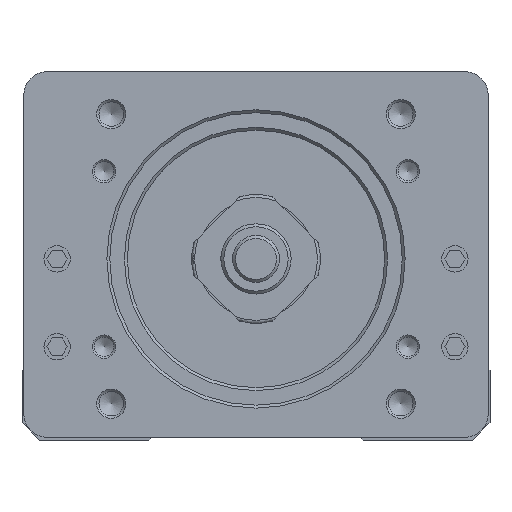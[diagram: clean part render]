
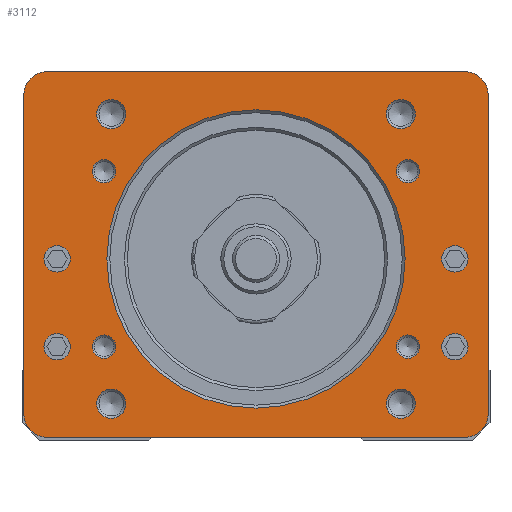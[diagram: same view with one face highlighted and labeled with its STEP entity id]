
A CAD part, front view. The second image highlights one B-rep face of the part: STEP entity #3112.
In plain terms, the highlighted planar face has unit normal (0, -1, 0).
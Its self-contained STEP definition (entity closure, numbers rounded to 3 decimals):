
#3112=ADVANCED_FACE('',(#4861,#4862,#4863,#4864,#4865,#4866,#4867,#4868,
#4869,#4870,#4871,#4872,#4873,#4874),#4170,.T.);
#4170=PLANE('',#26524);
#4861=FACE_BOUND('',#6574,.T.);
#4862=FACE_BOUND('',#6575,.T.);
#4863=FACE_BOUND('',#6576,.T.);
#4864=FACE_BOUND('',#6577,.T.);
#4865=FACE_BOUND('',#6578,.T.);
#4866=FACE_BOUND('',#6579,.T.);
#4867=FACE_BOUND('',#6580,.T.);
#4868=FACE_BOUND('',#6581,.T.);
#4869=FACE_BOUND('',#6582,.T.);
#4870=FACE_BOUND('',#6583,.T.);
#4871=FACE_BOUND('',#6584,.T.);
#4872=FACE_BOUND('',#6585,.T.);
#4873=FACE_BOUND('',#6586,.T.);
#4874=FACE_BOUND('',#6587,.T.);
#6574=EDGE_LOOP('',(#13281));
#6575=EDGE_LOOP('',(#13282));
#6576=EDGE_LOOP('',(#13283));
#6577=EDGE_LOOP('',(#13284));
#6578=EDGE_LOOP('',(#13285));
#6579=EDGE_LOOP('',(#13286));
#6580=EDGE_LOOP('',(#13287));
#6581=EDGE_LOOP('',(#13288));
#6582=EDGE_LOOP('',(#13289));
#6583=EDGE_LOOP('',(#13290));
#6584=EDGE_LOOP('',(#13291));
#6585=EDGE_LOOP('',(#13292));
#6586=EDGE_LOOP('',(#13293));
#6587=EDGE_LOOP('',(#13294,#13295,#13296,#13297,#13298,#13299,#13300,#13301));
#7470=CIRCLE('',#26387,4.);
#7471=CIRCLE('',#26389,4.);
#7472=CIRCLE('',#26391,2.);
#7473=CIRCLE('',#26393,2.);
#7474=CIRCLE('',#26395,2.);
#7475=CIRCLE('',#26397,2.);
#7476=CIRCLE('',#26399,2.5);
#7477=CIRCLE('',#26401,2.5);
#7478=CIRCLE('',#26403,2.5);
#7479=CIRCLE('',#26405,2.5);
#7480=CIRCLE('',#26407,25.5);
#7485=CIRCLE('',#26416,2.25);
#7487=CIRCLE('',#26419,2.25);
#7489=CIRCLE('',#26422,2.25);
#7491=CIRCLE('',#26425,2.25);
#7535=CIRCLE('',#26520,4.);
#7537=CIRCLE('',#26523,4.);
#13281=ORIENTED_EDGE('',*,*,#19434,.T.);
#13282=ORIENTED_EDGE('',*,*,#19433,.T.);
#13283=ORIENTED_EDGE('',*,*,#19432,.T.);
#13284=ORIENTED_EDGE('',*,*,#19431,.T.);
#13285=ORIENTED_EDGE('',*,*,#19430,.T.);
#13286=ORIENTED_EDGE('',*,*,#19429,.T.);
#13287=ORIENTED_EDGE('',*,*,#19428,.T.);
#13288=ORIENTED_EDGE('',*,*,#19427,.T.);
#13289=ORIENTED_EDGE('',*,*,#19426,.T.);
#13290=ORIENTED_EDGE('',*,*,#19446,.T.);
#13291=ORIENTED_EDGE('',*,*,#19444,.T.);
#13292=ORIENTED_EDGE('',*,*,#19442,.T.);
#13293=ORIENTED_EDGE('',*,*,#19440,.T.);
#13294=ORIENTED_EDGE('',*,*,#19554,.T.);
#13295=ORIENTED_EDGE('',*,*,#18451,.T.);
#13296=ORIENTED_EDGE('',*,*,#19556,.T.);
#13297=ORIENTED_EDGE('',*,*,#19547,.T.);
#13298=ORIENTED_EDGE('',*,*,#19424,.T.);
#13299=ORIENTED_EDGE('',*,*,#19488,.T.);
#13300=ORIENTED_EDGE('',*,*,#19421,.T.);
#13301=ORIENTED_EDGE('',*,*,#19540,.T.);
#15564=VERTEX_POINT('',#37925);
#15565=VERTEX_POINT('',#37927);
#16269=VERTEX_POINT('',#40984);
#16270=VERTEX_POINT('',#40986);
#16271=VERTEX_POINT('',#40990);
#16272=VERTEX_POINT('',#40992);
#16273=VERTEX_POINT('',#40996);
#16274=VERTEX_POINT('',#40999);
#16275=VERTEX_POINT('',#41002);
#16276=VERTEX_POINT('',#41005);
#16277=VERTEX_POINT('',#41008);
#16278=VERTEX_POINT('',#41011);
#16279=VERTEX_POINT('',#41014);
#16280=VERTEX_POINT('',#41017);
#16281=VERTEX_POINT('',#41020);
#16286=VERTEX_POINT('',#41035);
#16288=VERTEX_POINT('',#41040);
#16290=VERTEX_POINT('',#41045);
#16292=VERTEX_POINT('',#41050);
#16353=VERTEX_POINT('',#41350);
#16356=VERTEX_POINT('',#41362);
#18451=EDGE_CURVE('',#15565,#15564,#21348,.T.);
#19421=EDGE_CURVE('',#16270,#16269,#7470,.T.);
#19424=EDGE_CURVE('',#16272,#16271,#7471,.T.);
#19426=EDGE_CURVE('',#16273,#16273,#7472,.T.);
#19427=EDGE_CURVE('',#16274,#16274,#7473,.T.);
#19428=EDGE_CURVE('',#16275,#16275,#7474,.T.);
#19429=EDGE_CURVE('',#16276,#16276,#7475,.T.);
#19430=EDGE_CURVE('',#16277,#16277,#7476,.T.);
#19431=EDGE_CURVE('',#16278,#16278,#7477,.T.);
#19432=EDGE_CURVE('',#16279,#16279,#7478,.T.);
#19433=EDGE_CURVE('',#16280,#16280,#7479,.T.);
#19434=EDGE_CURVE('',#16281,#16281,#7480,.T.);
#19440=EDGE_CURVE('',#16286,#16286,#7485,.T.);
#19442=EDGE_CURVE('',#16288,#16288,#7487,.T.);
#19444=EDGE_CURVE('',#16290,#16290,#7489,.T.);
#19446=EDGE_CURVE('',#16292,#16292,#7491,.T.);
#19488=EDGE_CURVE('',#16271,#16270,#22066,.T.);
#19540=EDGE_CURVE('',#16269,#16353,#22091,.T.);
#19547=EDGE_CURVE('',#16356,#16272,#22098,.T.);
#19554=EDGE_CURVE('',#16353,#15565,#7535,.T.);
#19556=EDGE_CURVE('',#15564,#16356,#7537,.T.);
#21348=LINE('',#37926,#23729);
#22066=LINE('',#41195,#24468);
#22091=LINE('',#41351,#24493);
#22098=LINE('',#41361,#24500);
#23729=VECTOR('',#30357,1.);
#24468=VECTOR('',#32454,1.);
#24493=VECTOR('',#32583,1.);
#24500=VECTOR('',#32592,1.);
#26387=AXIS2_PLACEMENT_3D('',#40985,#32293,#32294);
#26389=AXIS2_PLACEMENT_3D('',#40991,#32299,#32300);
#26391=AXIS2_PLACEMENT_3D('',#40995,#32304,#32305);
#26393=AXIS2_PLACEMENT_3D('',#40998,#32308,#32309);
#26395=AXIS2_PLACEMENT_3D('',#41001,#32312,#32313);
#26397=AXIS2_PLACEMENT_3D('',#41004,#32316,#32317);
#26399=AXIS2_PLACEMENT_3D('',#41007,#32320,#32321);
#26401=AXIS2_PLACEMENT_3D('',#41010,#32324,#32325);
#26403=AXIS2_PLACEMENT_3D('',#41013,#32328,#32329);
#26405=AXIS2_PLACEMENT_3D('',#41016,#32332,#32333);
#26407=AXIS2_PLACEMENT_3D('',#41019,#32336,#32337);
#26416=AXIS2_PLACEMENT_3D('',#41034,#32355,#32356);
#26419=AXIS2_PLACEMENT_3D('',#41039,#32361,#32362);
#26422=AXIS2_PLACEMENT_3D('',#41044,#32367,#32368);
#26425=AXIS2_PLACEMENT_3D('',#41049,#32373,#32374);
#26520=AXIS2_PLACEMENT_3D('',#41378,#32619,#32620);
#26523=AXIS2_PLACEMENT_3D('',#41381,#32625,#32626);
#26524=AXIS2_PLACEMENT_3D('',#41382,#32627,#32628);
#30357=DIRECTION('',(1.,0.,0.));
#32293=DIRECTION('',(0.,-1.,0.));
#32294=DIRECTION('',(1.,0.,0.));
#32299=DIRECTION('',(0.,-1.,0.));
#32300=DIRECTION('',(1.,0.,0.));
#32304=DIRECTION('',(0.,1.,0.));
#32305=DIRECTION('',(0.,0.,-1.));
#32308=DIRECTION('',(0.,1.,0.));
#32309=DIRECTION('',(0.,0.,-1.));
#32312=DIRECTION('',(0.,1.,0.));
#32313=DIRECTION('',(0.,0.,-1.));
#32316=DIRECTION('',(0.,1.,0.));
#32317=DIRECTION('',(0.,0.,-1.));
#32320=DIRECTION('',(0.,1.,0.));
#32321=DIRECTION('',(0.,0.,-1.));
#32324=DIRECTION('',(0.,1.,0.));
#32325=DIRECTION('',(0.,0.,-1.));
#32328=DIRECTION('',(0.,1.,0.));
#32329=DIRECTION('',(0.,0.,-1.));
#32332=DIRECTION('',(0.,1.,0.));
#32333=DIRECTION('',(0.,0.,-1.));
#32336=DIRECTION('',(0.,1.,0.));
#32337=DIRECTION('',(0.,0.,-1.));
#32355=DIRECTION('',(0.,1.,0.));
#32356=DIRECTION('',(0.,0.,-1.));
#32361=DIRECTION('',(0.,1.,0.));
#32362=DIRECTION('',(0.,0.,-1.));
#32367=DIRECTION('',(0.,1.,0.));
#32368=DIRECTION('',(0.,0.,-1.));
#32373=DIRECTION('',(0.,1.,0.));
#32374=DIRECTION('',(0.,0.,-1.));
#32454=DIRECTION('',(-1.,0.,0.));
#32583=DIRECTION('',(0.,0.,-1.));
#32592=DIRECTION('',(0.,0.,1.));
#32619=DIRECTION('',(0.,-1.,0.));
#32620=DIRECTION('',(1.,0.,0.));
#32625=DIRECTION('',(0.,-1.,0.));
#32626=DIRECTION('',(1.,0.,0.));
#32627=DIRECTION('',(0.,-1.,0.));
#32628=DIRECTION('',(0.,0.,1.));
#37925=CARTESIAN_POINT('',(35.7,-243.7,-18.5));
#37926=CARTESIAN_POINT('',(-35.7,-243.7,-18.5));
#37927=CARTESIAN_POINT('',(-35.7,-243.7,-18.5));
#40984=CARTESIAN_POINT('',(-39.7,-243.7,40.));
#40985=CARTESIAN_POINT('',(-35.7,-243.7,40.));
#40986=CARTESIAN_POINT('',(-35.7,-243.7,44.));
#40990=CARTESIAN_POINT('',(35.7,-243.7,44.));
#40991=CARTESIAN_POINT('',(35.7,-243.7,40.));
#40992=CARTESIAN_POINT('',(39.7,-243.7,40.));
#40995=CARTESIAN_POINT('',(-25.981,-243.7,27.));
#40996=CARTESIAN_POINT('',(-25.981,-243.7,25.));
#40998=CARTESIAN_POINT('',(-25.981,-243.7,-3.));
#40999=CARTESIAN_POINT('',(-25.981,-243.7,-5.));
#41001=CARTESIAN_POINT('',(25.981,-243.7,27.));
#41002=CARTESIAN_POINT('',(25.981,-243.7,25.));
#41004=CARTESIAN_POINT('',(25.981,-243.7,-3.));
#41005=CARTESIAN_POINT('',(25.981,-243.7,-5.));
#41007=CARTESIAN_POINT('',(24.749,-243.7,36.749));
#41008=CARTESIAN_POINT('',(24.749,-243.7,34.249));
#41010=CARTESIAN_POINT('',(24.749,-243.7,-12.749));
#41011=CARTESIAN_POINT('',(24.749,-243.7,-15.249));
#41013=CARTESIAN_POINT('',(-24.749,-243.7,-12.749));
#41014=CARTESIAN_POINT('',(-24.749,-243.7,-15.249));
#41016=CARTESIAN_POINT('',(-24.749,-243.7,36.749));
#41017=CARTESIAN_POINT('',(-24.749,-243.7,34.249));
#41019=CARTESIAN_POINT('',(0.,-243.7,12.));
#41020=CARTESIAN_POINT('',(0.,-243.7,-13.5));
#41034=CARTESIAN_POINT('',(34.,-243.7,12.));
#41035=CARTESIAN_POINT('',(34.,-243.7,9.75));
#41039=CARTESIAN_POINT('',(34.,-243.7,-3.));
#41040=CARTESIAN_POINT('',(34.,-243.7,-5.25));
#41044=CARTESIAN_POINT('',(-34.,-243.7,12.));
#41045=CARTESIAN_POINT('',(-34.,-243.7,9.75));
#41049=CARTESIAN_POINT('',(-34.,-243.7,-3.));
#41050=CARTESIAN_POINT('',(-34.,-243.7,-5.25));
#41195=CARTESIAN_POINT('',(35.7,-243.7,44.));
#41350=CARTESIAN_POINT('',(-39.7,-243.7,-14.5));
#41351=CARTESIAN_POINT('',(-39.7,-243.7,40.));
#41361=CARTESIAN_POINT('',(39.7,-243.7,-14.5));
#41362=CARTESIAN_POINT('',(39.7,-243.7,-14.5));
#41378=CARTESIAN_POINT('',(-35.7,-243.7,-14.5));
#41381=CARTESIAN_POINT('',(35.7,-243.7,-14.5));
#41382=CARTESIAN_POINT('',(-35.7,-243.7,-14.5));
